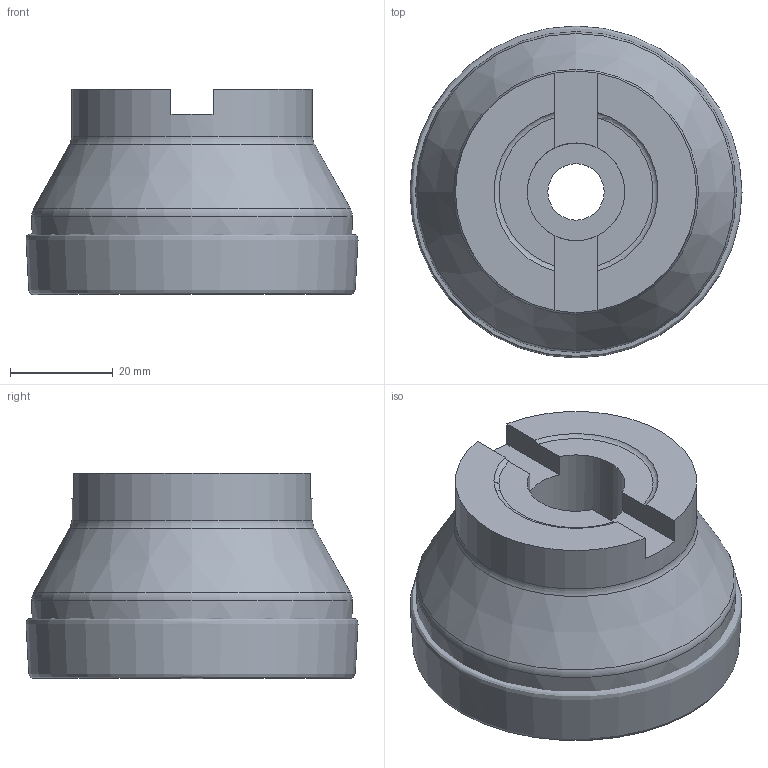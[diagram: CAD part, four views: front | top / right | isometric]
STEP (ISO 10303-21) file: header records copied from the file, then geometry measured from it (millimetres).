
FILE_DESCRIPTION(/* description */ (''),/* implementation_level */ '2;1');
FILE_NAME(/* name */ 'R220.88-02.50-12-7SAP_Basic.stp',/* time_stamp */ '2022-05-17T11:45:25+05:00',/* author */ (''),/* organization */ (''),/* preprocessor_version */ 'ST-DEVELOPER v16.7',/* originating_system */ 'SIEMENS PLM Software NX 12.0',/* authorisation */ '');
FILE_SCHEMA (('AUTOMOTIVE_DESIGN { 1 0 10303 214 3 1 1 1 }'));
Length unit declared in the file: millimetre
Products named in the file (4): CUT; NOCUT; ASSEMBLY_CONSTRUCTION; inpuCC44630Fiu9q
Assembly tree (3 placements, depth 2):
  inpuCC44630Fiu9q
    ASSEMBLY_CONSTRUCTION
    NOCUT
    CUT
Bounding box: 64.75 x 64.75 x 40.02 mm (x, y, z)
Volume: 107902.4 mm3; surface area: 21384.3 mm2
Topology: 2 solids, 2 shells, 26 faces, 68 edges, 57 vertices
Faces by surface type: plane 12, torus 5, cone 4, cylinder 4, revolution 1
Full cylindrical faces by diameter (mm): 11 x1, 16 x1, 19.05 x1, 47 x1
Entity records: 1373 total; most frequent: CARTESIAN_POINT 516, DIRECTION 165, ORIENTED_EDGE 96, AXIS2_PLACEMENT_3D 72, EDGE_CURVE 48, EDGE_LOOP 38, VERTEX_POINT 37, STYLED_ITEM 35
